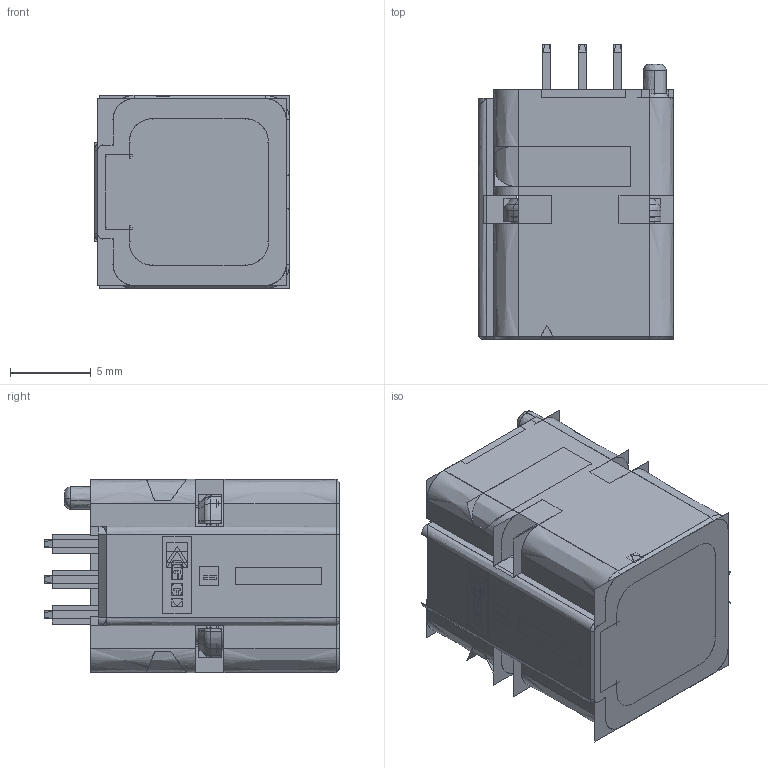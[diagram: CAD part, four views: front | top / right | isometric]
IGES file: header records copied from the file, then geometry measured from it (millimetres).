
Start section:  PTC IGES file: 3.igs
Global section: file name: 3.igs; native system: Pro/ENGINEER by Parametric Technology Corporation; preprocessor: 2010280; author: NK210218; organization: Unknown; date: 20241220.113456; units: millimetre
Bounding box: 12.1 x 18.35 x 12 mm (x, y, z)
Surface area: 5207.7 mm2 (no closed solid volume)
Topology: 0 solids, 0 shells, 2394 faces, 17622 edges, 17616 vertices
Faces by surface type: bspline 2394
